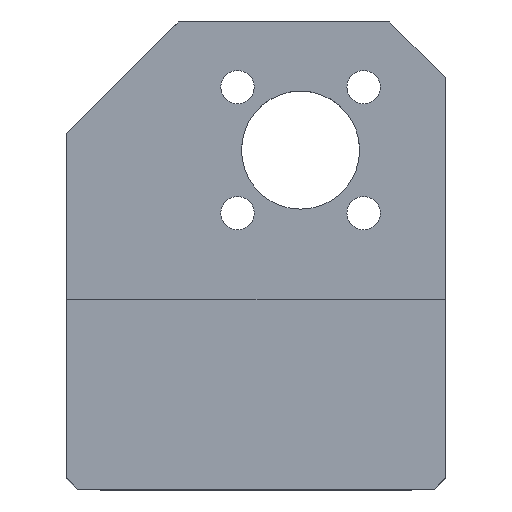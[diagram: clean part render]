
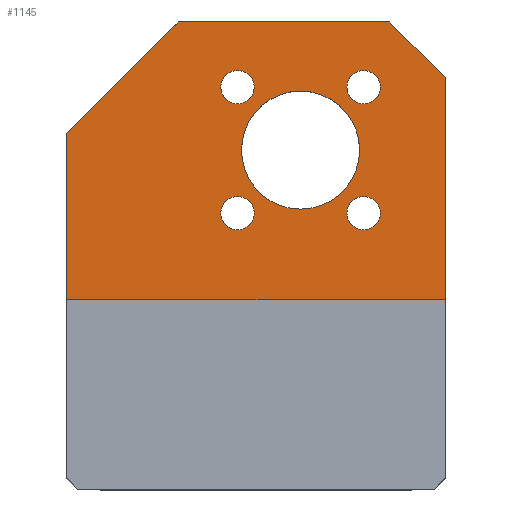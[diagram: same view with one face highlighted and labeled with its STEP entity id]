
A CAD part, top view. The second image highlights one B-rep face of the part: STEP entity #1145.
In plain terms, the highlighted planar face has unit normal (0, 0, 1).
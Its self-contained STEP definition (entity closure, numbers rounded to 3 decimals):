
#11 = CARTESIAN_POINT ( 'NONE',  ( -0.157, 36.157, -19.5 ) ) ;
#30 = AXIS2_PLACEMENT_3D ( 'NONE', #1118, #925, #319 ) ;
#43 = FACE_BOUND ( 'NONE', #1249, .T. ) ;
#56 = CARTESIAN_POINT ( 'NONE',  ( 9.3, 30.5, -19.5 ) ) ;
#69 = CIRCLE ( 'NONE', #226, 1.5 ) ;
#72 = CIRCLE ( 'NONE', #976, 1.5 ) ;
#84 = DIRECTION ( 'NONE',  ( -1., 0., 0. ) ) ;
#140 = DIRECTION ( 'NONE',  ( -1., 0., 0. ) ) ;
#160 = CARTESIAN_POINT ( 'NONE',  ( 8.157, 24.843, -19.5 ) ) ;
#168 = EDGE_CURVE ( 'NONE', #444, #728, #1268, .T. ) ;
#182 = AXIS2_PLACEMENT_3D ( 'NONE', #1168, #1161, #657 ) ;
#195 = CIRCLE ( 'NONE', #1014, 1.5 ) ;
#199 = ORIENTED_EDGE ( 'NONE', *, *, #246, .T. ) ;
#202 = VECTOR ( 'NONE', #1263, 1000. ) ;
#213 = CARTESIAN_POINT ( 'NONE',  ( 17., 17., -19.5 ) ) ;
#214 = DIRECTION ( 'NONE',  ( -1., 0., 0. ) ) ;
#217 = CARTESIAN_POINT ( 'NONE',  ( 9.657, 36.157, -19.5 ) ) ;
#219 = CARTESIAN_POINT ( 'NONE',  ( 17., 42., -19.5 ) ) ;
#226 = AXIS2_PLACEMENT_3D ( 'NONE', #967, #981, #677 ) ;
#246 = EDGE_CURVE ( 'NONE', #374, #1026, #69, .T. ) ;
#247 = AXIS2_PLACEMENT_3D ( 'NONE', #347, #1235, #509 ) ;
#248 = VERTEX_POINT ( 'NONE', #1084 ) ;
#251 = CIRCLE ( 'NONE', #785, 1.5 ) ;
#252 = FACE_BOUND ( 'NONE', #298, .T. ) ;
#290 = ORIENTED_EDGE ( 'NONE', *, *, #843, .T. ) ;
#295 = ORIENTED_EDGE ( 'NONE', *, *, #559, .T. ) ;
#298 = EDGE_LOOP ( 'NONE', ( #536, #876 ) ) ;
#301 = CARTESIAN_POINT ( 'NONE',  ( 17., 42., -19.5 ) ) ;
#306 = EDGE_CURVE ( 'NONE', #1125, #1180, #479, .T. ) ;
#310 = LINE ( 'NONE', #805, #382 ) ;
#314 = AXIS2_PLACEMENT_3D ( 'NONE', #892, #788, #525 ) ;
#319 = DIRECTION ( 'NONE',  ( -1., 0., 0. ) ) ;
#321 = LINE ( 'NONE', #219, #1277 ) ;
#327 = EDGE_CURVE ( 'NONE', #901, #248, #743, .T. ) ;
#333 = VERTEX_POINT ( 'NONE', #609 ) ;
#340 = FACE_BOUND ( 'NONE', #924, .T. ) ;
#344 = CARTESIAN_POINT ( 'NONE',  ( -1.657, 36.157, -19.5 ) ) ;
#347 = CARTESIAN_POINT ( 'NONE',  ( 4., 30.5, -19.5 ) ) ;
#353 = VECTOR ( 'NONE', #1013, 1000. ) ;
#374 = VERTEX_POINT ( 'NONE', #1197 ) ;
#379 = VERTEX_POINT ( 'NONE', #452 ) ;
#382 = VECTOR ( 'NONE', #1006, 1000. ) ;
#396 = ORIENTED_EDGE ( 'NONE', *, *, #764, .F. ) ;
#414 = CARTESIAN_POINT ( 'NONE',  ( -3.157, 24.843, -19.5 ) ) ;
#427 = CARTESIAN_POINT ( 'NONE',  ( -1.3, 30.5, -19.5 ) ) ;
#438 = CIRCLE ( 'NONE', #1020, 1.5 ) ;
#444 = VERTEX_POINT ( 'NONE', #1143 ) ;
#452 = CARTESIAN_POINT ( 'NONE',  ( 11.157, 24.843, -19.5 ) ) ;
#456 = ORIENTED_EDGE ( 'NONE', *, *, #1132, .T. ) ;
#461 = VECTOR ( 'NONE', #1223, 1000. ) ;
#477 = ORIENTED_EDGE ( 'NONE', *, *, #872, .T. ) ;
#479 = CIRCLE ( 'NONE', #247, 5.3 ) ;
#486 = LINE ( 'NONE', #1064, #758 ) ;
#489 = CARTESIAN_POINT ( 'NONE',  ( 9.657, 36.157, -19.5 ) ) ;
#495 = ORIENTED_EDGE ( 'NONE', *, *, #574, .T. ) ;
#497 = CARTESIAN_POINT ( 'NONE',  ( -0.157, 24.843, -19.5 ) ) ;
#501 = CIRCLE ( 'NONE', #182, 5.3 ) ;
#508 = CARTESIAN_POINT ( 'NONE',  ( 17., 37., -19.5 ) ) ;
#509 = DIRECTION ( 'NONE',  ( -1., 0., 0. ) ) ;
#525 = DIRECTION ( 'NONE',  ( -1., 0., 0. ) ) ;
#529 = CARTESIAN_POINT ( 'NONE',  ( 11.157, 36.157, -19.5 ) ) ;
#536 = ORIENTED_EDGE ( 'NONE', *, *, #1274, .T. ) ;
#541 = AXIS2_PLACEMENT_3D ( 'NONE', #489, #877, #776 ) ;
#555 = VERTEX_POINT ( 'NONE', #675 ) ;
#559 = EDGE_CURVE ( 'NONE', #1180, #1125, #501, .T. ) ;
#565 = DIRECTION ( 'NONE',  ( 0., 0., -1. ) ) ;
#574 = EDGE_CURVE ( 'NONE', #1067, #444, #486, .T. ) ;
#578 = DIRECTION ( 'NONE',  ( 0., 0., -1. ) ) ;
#588 = CARTESIAN_POINT ( 'NONE',  ( 9.657, 24.843, -19.5 ) ) ;
#608 = CIRCLE ( 'NONE', #30, 1.5 ) ;
#609 = CARTESIAN_POINT ( 'NONE',  ( -7., 42., -19.5 ) ) ;
#619 = DIRECTION ( 'NONE',  ( 0., 0., -1. ) ) ;
#657 = DIRECTION ( 'NONE',  ( -1., 0., 0. ) ) ;
#675 = CARTESIAN_POINT ( 'NONE',  ( 8.157, 36.157, -19.5 ) ) ;
#677 = DIRECTION ( 'NONE',  ( -1., 0., 0. ) ) ;
#678 = ORIENTED_EDGE ( 'NONE', *, *, #327, .T. ) ;
#702 = AXIS2_PLACEMENT_3D ( 'NONE', #301, #919, #214 ) ;
#714 = FACE_BOUND ( 'NONE', #1282, .T. ) ;
#715 = ORIENTED_EDGE ( 'NONE', *, *, #168, .T. ) ;
#718 = VERTEX_POINT ( 'NONE', #497 ) ;
#728 = VERTEX_POINT ( 'NONE', #213 ) ;
#737 = CARTESIAN_POINT ( 'NONE',  ( 12., 42., -19.5 ) ) ;
#743 = LINE ( 'NONE', #737, #353 ) ;
#758 = VECTOR ( 'NONE', #969, 1000. ) ;
#764 = EDGE_CURVE ( 'NONE', #901, #728, #321, .T. ) ;
#769 = ORIENTED_EDGE ( 'NONE', *, *, #1038, .T. ) ;
#776 = DIRECTION ( 'NONE',  ( -1., 0., 0. ) ) ;
#785 = AXIS2_PLACEMENT_3D ( 'NONE', #1123, #565, #140 ) ;
#788 = DIRECTION ( 'NONE',  ( 0., 0., -1. ) ) ;
#789 = ORIENTED_EDGE ( 'NONE', *, *, #306, .T. ) ;
#802 = VERTEX_POINT ( 'NONE', #529 ) ;
#805 = CARTESIAN_POINT ( 'NONE',  ( 17., 42., -19.5 ) ) ;
#812 = EDGE_LOOP ( 'NONE', ( #396, #678, #1169, #456, #495, #715 ) ) ;
#830 = CARTESIAN_POINT ( 'NONE',  ( -7., 42., -19.5 ) ) ;
#843 = EDGE_CURVE ( 'NONE', #1026, #374, #438, .T. ) ;
#872 = EDGE_CURVE ( 'NONE', #802, #555, #1097, .T. ) ;
#876 = ORIENTED_EDGE ( 'NONE', *, *, #1173, .T. ) ;
#877 = DIRECTION ( 'NONE',  ( 0., 0., -1. ) ) ;
#884 = CARTESIAN_POINT ( 'NONE',  ( 17., 17., -19.5 ) ) ;
#892 = CARTESIAN_POINT ( 'NONE',  ( 9.657, 24.843, -19.5 ) ) ;
#899 = FACE_BOUND ( 'NONE', #1090, .T. ) ;
#901 = VERTEX_POINT ( 'NONE', #508 ) ;
#917 = EDGE_CURVE ( 'NONE', #718, #1174, #608, .T. ) ;
#919 = DIRECTION ( 'NONE',  ( 0., 0., -1. ) ) ;
#924 = EDGE_LOOP ( 'NONE', ( #199, #290 ) ) ;
#925 = DIRECTION ( 'NONE',  ( 0., 0., -1. ) ) ;
#967 = CARTESIAN_POINT ( 'NONE',  ( -1.657, 36.157, -19.5 ) ) ;
#969 = DIRECTION ( 'NONE',  ( 0., -1., 0. ) ) ;
#976 = AXIS2_PLACEMENT_3D ( 'NONE', #217, #619, #1012 ) ;
#981 = DIRECTION ( 'NONE',  ( 0., 0., -1. ) ) ;
#987 = EDGE_CURVE ( 'NONE', #333, #248, #310, .T. ) ;
#1002 = EDGE_CURVE ( 'NONE', #555, #802, #72, .T. ) ;
#1006 = DIRECTION ( 'NONE',  ( 1., 0., 0. ) ) ;
#1012 = DIRECTION ( 'NONE',  ( -1., 0., 0. ) ) ;
#1013 = DIRECTION ( 'NONE',  ( -0.707, 0.707, 0. ) ) ;
#1014 = AXIS2_PLACEMENT_3D ( 'NONE', #588, #578, #1071 ) ;
#1016 = DIRECTION ( 'NONE',  ( 0., -1., 0. ) ) ;
#1020 = AXIS2_PLACEMENT_3D ( 'NONE', #344, #1133, #84 ) ;
#1026 = VERTEX_POINT ( 'NONE', #11 ) ;
#1038 = EDGE_CURVE ( 'NONE', #1174, #718, #251, .T. ) ;
#1064 = CARTESIAN_POINT ( 'NONE',  ( -17., 42., -19.5 ) ) ;
#1067 = VERTEX_POINT ( 'NONE', #1230 ) ;
#1071 = DIRECTION ( 'NONE',  ( -1., 0., 0. ) ) ;
#1084 = CARTESIAN_POINT ( 'NONE',  ( 12., 42., -19.5 ) ) ;
#1090 = EDGE_LOOP ( 'NONE', ( #1221, #477 ) ) ;
#1097 = CIRCLE ( 'NONE', #541, 1.5 ) ;
#1118 = CARTESIAN_POINT ( 'NONE',  ( -1.657, 24.843, -19.5 ) ) ;
#1119 = VERTEX_POINT ( 'NONE', #160 ) ;
#1123 = CARTESIAN_POINT ( 'NONE',  ( -1.657, 24.843, -19.5 ) ) ;
#1125 = VERTEX_POINT ( 'NONE', #56 ) ;
#1132 = EDGE_CURVE ( 'NONE', #333, #1067, #1137, .T. ) ;
#1133 = DIRECTION ( 'NONE',  ( 0., 0., -1. ) ) ;
#1137 = LINE ( 'NONE', #830, #461 ) ;
#1143 = CARTESIAN_POINT ( 'NONE',  ( -17., 17., -19.5 ) ) ;
#1145 = ADVANCED_FACE ( 'NONE', ( #340, #252, #43, #714, #899, #1202 ), #1187, .F. ) ;
#1161 = DIRECTION ( 'NONE',  ( 0., 0., -1. ) ) ;
#1168 = CARTESIAN_POINT ( 'NONE',  ( 4., 30.5, -19.5 ) ) ;
#1169 = ORIENTED_EDGE ( 'NONE', *, *, #987, .F. ) ;
#1173 = EDGE_CURVE ( 'NONE', #379, #1119, #1279, .T. ) ;
#1174 = VERTEX_POINT ( 'NONE', #414 ) ;
#1180 = VERTEX_POINT ( 'NONE', #427 ) ;
#1187 = PLANE ( 'NONE',  #702 ) ;
#1197 = CARTESIAN_POINT ( 'NONE',  ( -3.157, 36.157, -19.5 ) ) ;
#1202 = FACE_OUTER_BOUND ( 'NONE', #812, .T. ) ;
#1221 = ORIENTED_EDGE ( 'NONE', *, *, #1002, .T. ) ;
#1223 = DIRECTION ( 'NONE',  ( -0.707, -0.707, 0. ) ) ;
#1230 = CARTESIAN_POINT ( 'NONE',  ( -17., 32., -19.5 ) ) ;
#1235 = DIRECTION ( 'NONE',  ( 0., 0., -1. ) ) ;
#1237 = ORIENTED_EDGE ( 'NONE', *, *, #917, .T. ) ;
#1249 = EDGE_LOOP ( 'NONE', ( #295, #789 ) ) ;
#1263 = DIRECTION ( 'NONE',  ( 1., 0., 0. ) ) ;
#1268 = LINE ( 'NONE', #884, #202 ) ;
#1274 = EDGE_CURVE ( 'NONE', #1119, #379, #195, .T. ) ;
#1277 = VECTOR ( 'NONE', #1016, 1000. ) ;
#1279 = CIRCLE ( 'NONE', #314, 1.5 ) ;
#1282 = EDGE_LOOP ( 'NONE', ( #769, #1237 ) ) ;
